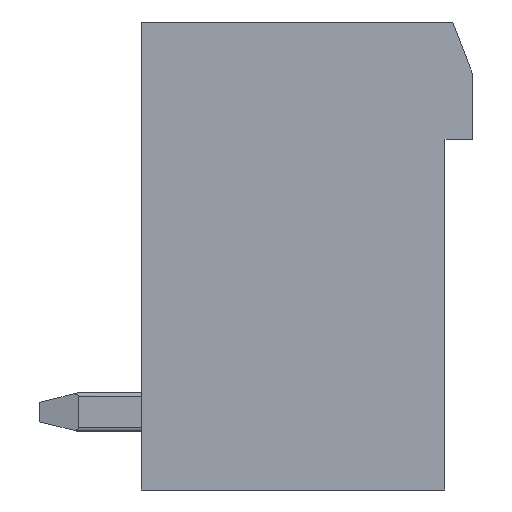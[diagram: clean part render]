
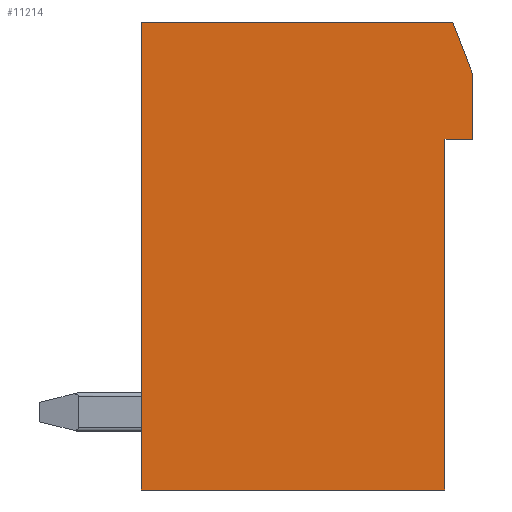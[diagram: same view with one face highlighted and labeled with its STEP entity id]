
A CAD part, left-side view. The second image highlights one B-rep face of the part: STEP entity #11214.
In plain terms, the highlighted planar face has unit normal (-1, 0, 0).
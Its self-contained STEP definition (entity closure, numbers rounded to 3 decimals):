
#380=LINE('',#15542,#1606);
#388=LINE('',#15558,#1614);
#398=LINE('',#15581,#1624);
#711=LINE('',#16300,#1937);
#722=LINE('',#16314,#1948);
#723=LINE('',#16316,#1949);
#726=LINE('',#16322,#1952);
#1606=VECTOR('',#12473,1000.);
#1614=VECTOR('',#12485,1000.);
#1624=VECTOR('',#12499,1000.);
#1937=VECTOR('',#12982,1000.);
#1948=VECTOR('',#12995,1000.);
#1949=VECTOR('',#12998,1000.);
#1952=VECTOR('',#13003,1000.);
#4604=ORIENTED_EDGE('',*,*,#6101,.T.);
#4605=ORIENTED_EDGE('',*,*,#6093,.T.);
#4606=ORIENTED_EDGE('',*,*,#6466,.T.);
#4607=ORIENTED_EDGE('',*,*,#6112,.T.);
#4608=ORIENTED_EDGE('',*,*,#6481,.T.);
#4609=ORIENTED_EDGE('',*,*,#6478,.T.);
#4610=ORIENTED_EDGE('',*,*,#6477,.T.);
#6093=EDGE_CURVE('',#7721,#7720,#380,.T.);
#6101=EDGE_CURVE('',#7726,#7721,#388,.T.);
#6112=EDGE_CURVE('',#7738,#7737,#398,.T.);
#6466=EDGE_CURVE('',#7720,#7738,#711,.T.);
#6477=EDGE_CURVE('',#8028,#7726,#722,.T.);
#6478=EDGE_CURVE('',#8029,#8028,#723,.T.);
#6481=EDGE_CURVE('',#7737,#8029,#726,.T.);
#7720=VERTEX_POINT('',#15541);
#7721=VERTEX_POINT('',#15543);
#7726=VERTEX_POINT('',#15556);
#7737=VERTEX_POINT('',#15580);
#7738=VERTEX_POINT('',#15582);
#8028=VERTEX_POINT('',#16305);
#8029=VERTEX_POINT('',#16317);
#9422=EDGE_LOOP('',(#4604,#4605,#4606,#4607,#4608,#4609,#4610));
#10113=FACE_BOUND('',#9422,.T.);
#10677=PLANE('',#11990);
#11214=ADVANCED_FACE('',(#10113),#10677,.T.);
#11990=AXIS2_PLACEMENT_3D('',#17501,#14125,#14126);
#12473=DIRECTION('',(0.,1.,0.));
#12485=DIRECTION('',(0.,0.359,0.933));
#12499=DIRECTION('',(0.,-1.,0.));
#12982=DIRECTION('',(0.,0.,-1.));
#12995=DIRECTION('',(0.,0.,1.));
#12998=DIRECTION('',(0.,-1.,0.));
#13003=DIRECTION('',(0.,0.,1.));
#14125=DIRECTION('',(-1.,0.,0.));
#14126=DIRECTION('',(0.,0.,1.));
#15541=CARTESIAN_POINT('',(-17.5,8.5,6.));
#15542=CARTESIAN_POINT('',(-17.5,0.5,6.));
#15543=CARTESIAN_POINT('',(-17.5,0.5,6.));
#15556=CARTESIAN_POINT('',(-17.5,0.,4.7));
#15558=CARTESIAN_POINT('',(-17.5,0.,4.7));
#15580=CARTESIAN_POINT('',(-17.5,0.7,-6.));
#15581=CARTESIAN_POINT('',(-17.5,8.5,-6.));
#15582=CARTESIAN_POINT('',(-17.5,8.5,-6.));
#16300=CARTESIAN_POINT('',(-17.5,8.5,6.));
#16305=CARTESIAN_POINT('',(-17.5,0.,3.));
#16314=CARTESIAN_POINT('',(-17.5,0.,3.));
#16316=CARTESIAN_POINT('',(-17.5,0.7,3.));
#16317=CARTESIAN_POINT('',(-17.5,0.7,3.));
#16322=CARTESIAN_POINT('',(-17.5,0.7,-6.));
#17501=CARTESIAN_POINT('',(-17.5,0.,0.));
